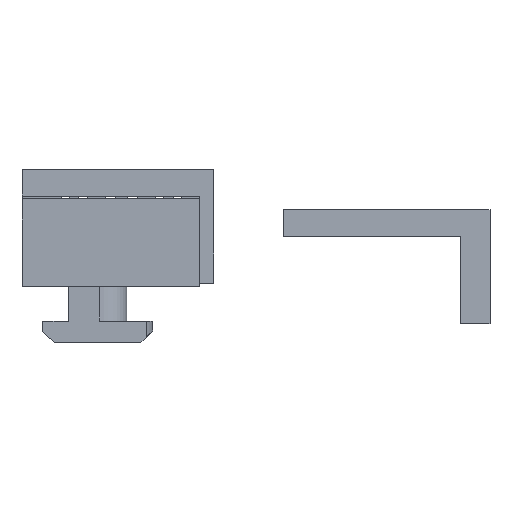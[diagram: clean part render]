
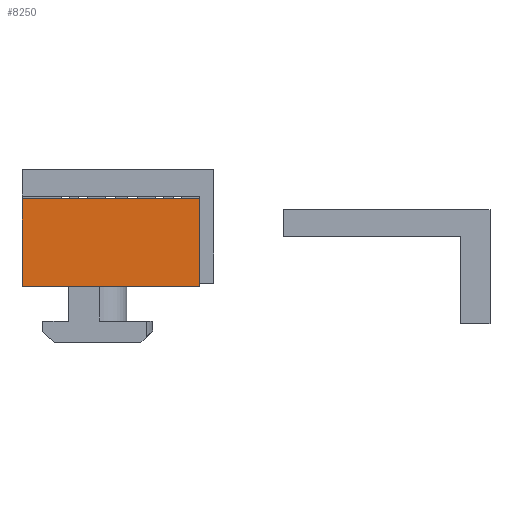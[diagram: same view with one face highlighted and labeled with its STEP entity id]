
A CAD part, top view. The second image highlights one B-rep face of the part: STEP entity #8250.
In plain terms, the highlighted planar face has unit normal (0, 0, 1).
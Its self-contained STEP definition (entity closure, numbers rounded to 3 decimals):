
#1596 = PLANE('',#1597);
#1597 = AXIS2_PLACEMENT_3D('',#1598,#1599,#1600);
#1598 = CARTESIAN_POINT('',(20.,15.,11.45));
#1599 = DIRECTION('',(-0.,1.,0.));
#1600 = DIRECTION('',(0.,0.,1.));
#4649 = PLANE('',#4650);
#4650 = AXIS2_PLACEMENT_3D('',#4651,#4652,#4653);
#4651 = CARTESIAN_POINT('',(17.5,0.,10.));
#4652 = DIRECTION('',(-1.,0.,0.));
#4653 = DIRECTION('',(0.,0.,1.));
#5068 = PLANE('',#5069);
#5069 = AXIS2_PLACEMENT_3D('',#5070,#5071,#5072);
#5070 = CARTESIAN_POINT('',(-13.,18.2,10.));
#5071 = DIRECTION('',(1.,0.,-0.));
#5072 = DIRECTION('',(-0.,0.,-1.));
#5877 = VERTEX_POINT('',#5878);
#5878 = CARTESIAN_POINT('',(-13.,15.,10.));
#5899 = EDGE_CURVE('',#5900,#5877,#5902,.T.);
#5900 = VERTEX_POINT('',#5901);
#5901 = CARTESIAN_POINT('',(17.5,15.,10.));
#5902 = SURFACE_CURVE('',#5903,(#5907,#5914),.PCURVE_S1.);
#5903 = LINE('',#5904,#5905);
#5904 = CARTESIAN_POINT('',(0.,15.,10.));
#5905 = VECTOR('',#5906,1.);
#5906 = DIRECTION('',(-1.,-0.,0.));
#5907 = PCURVE('',#1596,#5908);
#5908 = DEFINITIONAL_REPRESENTATION('',(#5909),#5913);
#5909 = LINE('',#5910,#5911);
#5910 = CARTESIAN_POINT('',(-1.45,-20.));
#5911 = VECTOR('',#5912,1.);
#5912 = DIRECTION('',(0.,-1.));
#5913 = ( GEOMETRIC_REPRESENTATION_CONTEXT(2) 
PARAMETRIC_REPRESENTATION_CONTEXT() REPRESENTATION_CONTEXT('2D SPACE',''
  ) );
#5914 = PCURVE('',#5915,#5920);
#5915 = PLANE('',#5916);
#5916 = AXIS2_PLACEMENT_3D('',#5917,#5918,#5919);
#5917 = CARTESIAN_POINT('',(0.,0.,10.));
#5918 = DIRECTION('',(0.,0.,1.));
#5919 = DIRECTION('',(1.,0.,-0.));
#5920 = DEFINITIONAL_REPRESENTATION('',(#5921),#5925);
#5921 = LINE('',#5922,#5923);
#5922 = CARTESIAN_POINT('',(0.,15.));
#5923 = VECTOR('',#5924,1.);
#5924 = DIRECTION('',(-1.,0.));
#5925 = ( GEOMETRIC_REPRESENTATION_CONTEXT(2) 
PARAMETRIC_REPRESENTATION_CONTEXT() REPRESENTATION_CONTEXT('2D SPACE',''
  ) );
#7916 = PLANE('',#7917);
#7917 = AXIS2_PLACEMENT_3D('',#7918,#7919,#7920);
#7918 = CARTESIAN_POINT('',(-13.,0.,10.));
#7919 = DIRECTION('',(0.,1.,0.));
#7920 = DIRECTION('',(0.,-0.,1.));
#8250 = ADVANCED_FACE('',(#8251),#5915,.T.);
#8251 = FACE_BOUND('',#8252,.T.);
#8252 = EDGE_LOOP('',(#8253,#8276,#8277,#8300));
#8253 = ORIENTED_EDGE('',*,*,#8254,.T.);
#8254 = EDGE_CURVE('',#8255,#5900,#8257,.T.);
#8255 = VERTEX_POINT('',#8256);
#8256 = CARTESIAN_POINT('',(17.5,0.,10.));
#8257 = SURFACE_CURVE('',#8258,(#8262,#8269),.PCURVE_S1.);
#8258 = LINE('',#8259,#8260);
#8259 = CARTESIAN_POINT('',(17.5,0.,10.));
#8260 = VECTOR('',#8261,1.);
#8261 = DIRECTION('',(0.,1.,0.));
#8262 = PCURVE('',#5915,#8263);
#8263 = DEFINITIONAL_REPRESENTATION('',(#8264),#8268);
#8264 = LINE('',#8265,#8266);
#8265 = CARTESIAN_POINT('',(17.5,0.));
#8266 = VECTOR('',#8267,1.);
#8267 = DIRECTION('',(0.,1.));
#8268 = ( GEOMETRIC_REPRESENTATION_CONTEXT(2) 
PARAMETRIC_REPRESENTATION_CONTEXT() REPRESENTATION_CONTEXT('2D SPACE',''
  ) );
#8269 = PCURVE('',#4649,#8270);
#8270 = DEFINITIONAL_REPRESENTATION('',(#8271),#8275);
#8271 = LINE('',#8272,#8273);
#8272 = CARTESIAN_POINT('',(0.,0.));
#8273 = VECTOR('',#8274,1.);
#8274 = DIRECTION('',(0.,1.));
#8275 = ( GEOMETRIC_REPRESENTATION_CONTEXT(2) 
PARAMETRIC_REPRESENTATION_CONTEXT() REPRESENTATION_CONTEXT('2D SPACE',''
  ) );
#8276 = ORIENTED_EDGE('',*,*,#5899,.T.);
#8277 = ORIENTED_EDGE('',*,*,#8278,.T.);
#8278 = EDGE_CURVE('',#5877,#8279,#8281,.T.);
#8279 = VERTEX_POINT('',#8280);
#8280 = CARTESIAN_POINT('',(-13.,0.,10.));
#8281 = SURFACE_CURVE('',#8282,(#8286,#8293),.PCURVE_S1.);
#8282 = LINE('',#8283,#8284);
#8283 = CARTESIAN_POINT('',(-13.,18.2,10.));
#8284 = VECTOR('',#8285,1.);
#8285 = DIRECTION('',(0.,-1.,0.));
#8286 = PCURVE('',#5915,#8287);
#8287 = DEFINITIONAL_REPRESENTATION('',(#8288),#8292);
#8288 = LINE('',#8289,#8290);
#8289 = CARTESIAN_POINT('',(-13.,18.2));
#8290 = VECTOR('',#8291,1.);
#8291 = DIRECTION('',(0.,-1.));
#8292 = ( GEOMETRIC_REPRESENTATION_CONTEXT(2) 
PARAMETRIC_REPRESENTATION_CONTEXT() REPRESENTATION_CONTEXT('2D SPACE',''
  ) );
#8293 = PCURVE('',#5068,#8294);
#8294 = DEFINITIONAL_REPRESENTATION('',(#8295),#8299);
#8295 = LINE('',#8296,#8297);
#8296 = CARTESIAN_POINT('',(0.,0.));
#8297 = VECTOR('',#8298,1.);
#8298 = DIRECTION('',(-0.,-1.));
#8299 = ( GEOMETRIC_REPRESENTATION_CONTEXT(2) 
PARAMETRIC_REPRESENTATION_CONTEXT() REPRESENTATION_CONTEXT('2D SPACE',''
  ) );
#8300 = ORIENTED_EDGE('',*,*,#8301,.T.);
#8301 = EDGE_CURVE('',#8279,#8255,#8302,.T.);
#8302 = SURFACE_CURVE('',#8303,(#8307,#8314),.PCURVE_S1.);
#8303 = LINE('',#8304,#8305);
#8304 = CARTESIAN_POINT('',(-13.,0.,10.));
#8305 = VECTOR('',#8306,1.);
#8306 = DIRECTION('',(1.,0.,0.));
#8307 = PCURVE('',#5915,#8308);
#8308 = DEFINITIONAL_REPRESENTATION('',(#8309),#8313);
#8309 = LINE('',#8310,#8311);
#8310 = CARTESIAN_POINT('',(-13.,0.));
#8311 = VECTOR('',#8312,1.);
#8312 = DIRECTION('',(1.,0.));
#8313 = ( GEOMETRIC_REPRESENTATION_CONTEXT(2) 
PARAMETRIC_REPRESENTATION_CONTEXT() REPRESENTATION_CONTEXT('2D SPACE',''
  ) );
#8314 = PCURVE('',#7916,#8315);
#8315 = DEFINITIONAL_REPRESENTATION('',(#8316),#8320);
#8316 = LINE('',#8317,#8318);
#8317 = CARTESIAN_POINT('',(0.,0.));
#8318 = VECTOR('',#8319,1.);
#8319 = DIRECTION('',(0.,1.));
#8320 = ( GEOMETRIC_REPRESENTATION_CONTEXT(2) 
PARAMETRIC_REPRESENTATION_CONTEXT() REPRESENTATION_CONTEXT('2D SPACE',''
  ) );
